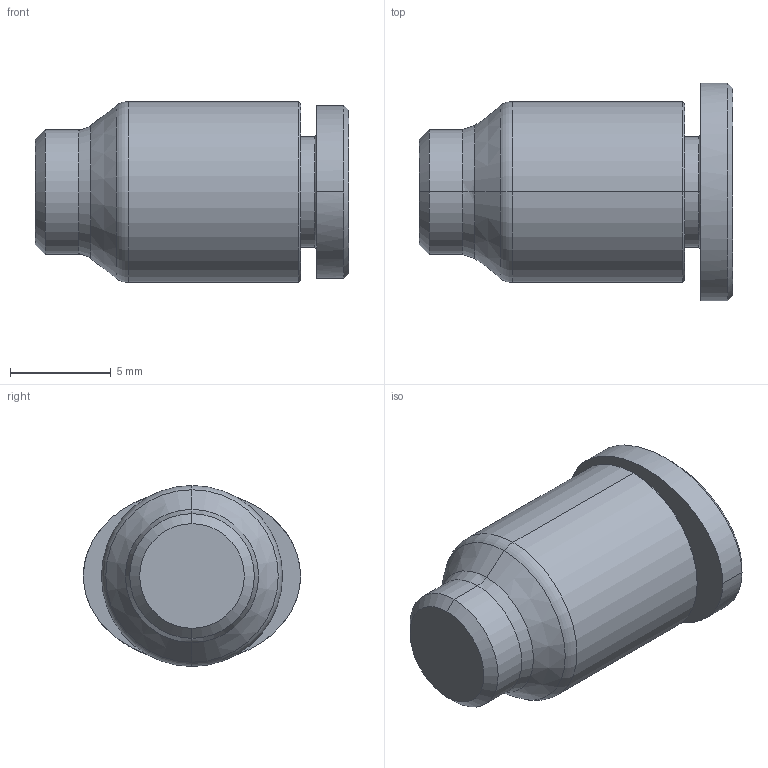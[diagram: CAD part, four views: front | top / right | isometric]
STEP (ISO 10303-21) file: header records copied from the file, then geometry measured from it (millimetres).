
FILE_DESCRIPTION((''),'2;1');
FILE_NAME('GPPF_04(3D).stp','2012-12-26T18:26:39',(''),(''),'Mechanical Desktop.R8.0.24.0','Mechanical Desktop.R8.0.24.0',', , ');
FILE_SCHEMA(('CONFIG_CONTROL_DESIGN'));
Length unit declared in the file: millimetre
Products named in the file (2): GPPF_04(3D); ºÎÇ°1
Assembly tree (1 placements, depth 2):
  GPPF_04(3D)
    ºÎÇ°1
Bounding box: 15.6 x 10.8 x 9 mm (x, y, z)
Volume: 654.1 mm3; surface area: 795.1 mm2
Topology: 1 solids, 1 shells, 390 faces, 1098 edges, 727 vertices
Faces by surface type: plane 331, bspline 31, cylinder 16, cone 10, torus 2
Entity records: 13173 total; most frequent: CARTESIAN_POINT 3009, ORIENTED_EDGE 2196, DIRECTION 1918, EDGE_CURVE 1098, VECTOR 990, LINE 990, VERTEX_POINT 727, AXIS2_PLACEMENT_3D 464
